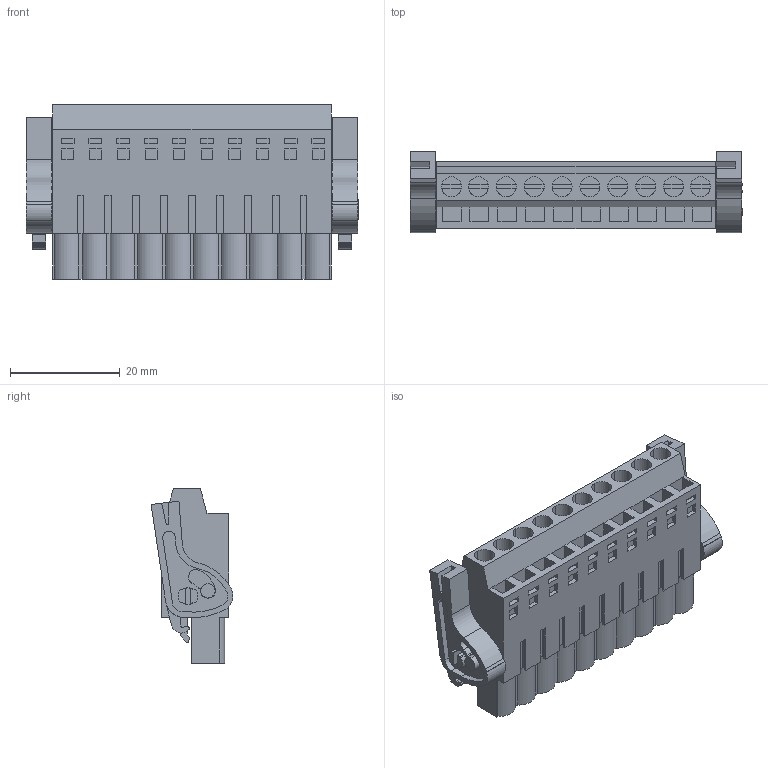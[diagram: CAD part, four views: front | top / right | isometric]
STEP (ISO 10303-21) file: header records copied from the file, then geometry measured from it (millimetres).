
FILE_DESCRIPTION(('CATIA V5 STEP Exchange','CAx-IF Rec.Pracs.--- Model Styling and Organization---1.2---2011-12-15'),'2;1');
FILE_NAME ('D1458701_0_1890300000_1890300000.stp','2017-10-31T20:50:27+00:00',('none'),('Weidmueller'),'CATIA Version 5-6 Release 2014','CATIA V5 STEP AP214','none');
FILE_SCHEMA(('AUTOMOTIVE_DESIGN { 1 0 10303 214 1 1 1 1 }'));
Length unit declared in the file: millimetre
Products named in the file (1): 1890300000
Bounding box: 60.5 x 14.91 x 31.8 mm (x, y, z)
Volume: 14795.5 mm3; surface area: 9535.3 mm2
Topology: 13 solids, 13 shells, 817 faces, 2266 edges, 1537 vertices
Faces by surface type: plane 645, cylinder 172
Entity records: 25654 total; most frequent: CARTESIAN_POINT 4989, ORIENTED_EDGE 4532, DIRECTION 3328, EDGE_CURVE 2266, VECTOR 1862, LINE 1862, VERTEX_POINT 1537, AXIS2_PLACEMENT_3D 900
